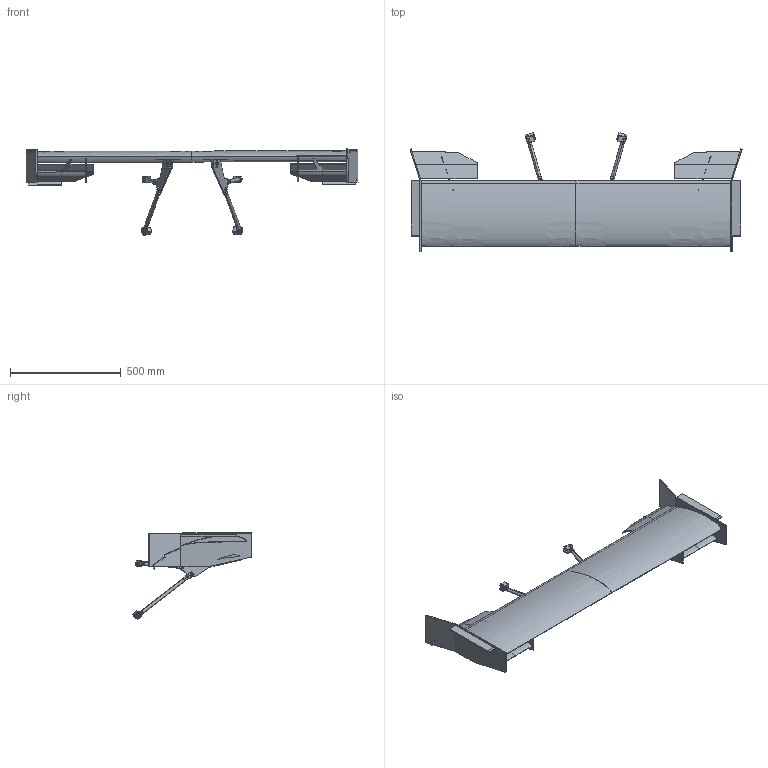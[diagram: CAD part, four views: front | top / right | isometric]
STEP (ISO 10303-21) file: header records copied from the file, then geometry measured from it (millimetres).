
FILE_DESCRIPTION(('CATIA V5 STEP Exchange'),'2;1');
FILE_NAME('frontwing.stp','2018-12-14T21:49:07+00:00',('none'),('none'),'CATIA Version 5 Release 17 (IN-10)','CATIA V5 STEP AP203','none');
FILE_SCHEMA(('CONFIG_CONTROL_DESIGN'));
Length unit declared in the file: millimetre
Products named in the file (9): frontwing; wing boad; fwingrod2; PHS 8EC.5; fwingrod; Symmetry of wing boad; Symmetry of fwingrod2; Symmetry of PHS 8EC.5; Symmetry of fwingrod
Assembly tree (54 placements, depth 5):
  frontwing
    #56
    #505
    #5937
    #6455
    #6729
    wing boad
      #10514
      #11114  x4
      fwingrod2
        #11595
        #12093
        #12262
        PHS 8EC.5
          #12948
          #14030
        #14323  x2
      fwingrod
        #14526
        #11595
        #14708
        PHS 8EC.5
          #12948
          #14030
        #14323  x2
    #15457
    #20889
    #21407
    #21681
    #25460
    Symmetry of wing boad
      #25915
      #26515  x4
      Symmetry of fwingrod2
        #26996
        #27494
        #27663
        Symmetry of PHS 8EC.5
          #28349
          #29431
        #29724  x2
      Symmetry of fwingrod
        #29927
        #26996
        #30109
        Symmetry of PHS 8EC.5
          #28349
          #29431
        #29724  x2
Bounding box: 1500.23 x 539.23 x 389.52 mm (x, y, z)
Volume: 2697383.7 mm3; surface area: 2576738.8 mm2
Topology: 50 solids, 50 shells, 634 faces, 1538 edges, 1008 vertices
Faces by surface type: plane 330, cylinder 214, revolution 24, torus 24, bspline 18, sphere 16, cone 8
Entity records: 30757 total; most frequent: CARTESIAN_POINT 20606, ORIENTED_EDGE 1996, DIRECTION 1718, EDGE_CURVE 998, AXIS2_PLACEMENT_3D 700, VERTEX_POINT 658, VECTOR 602, LINE 602
